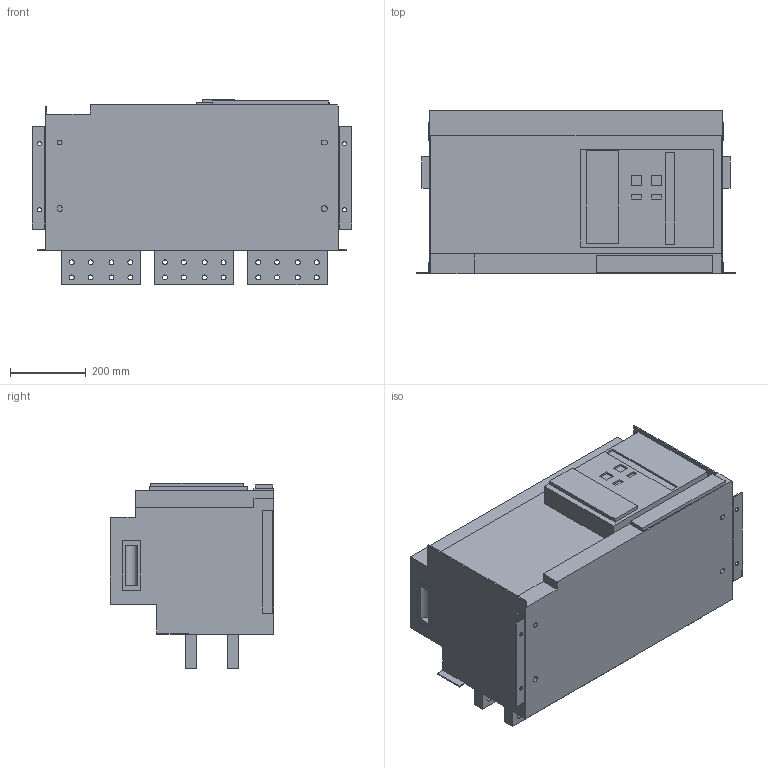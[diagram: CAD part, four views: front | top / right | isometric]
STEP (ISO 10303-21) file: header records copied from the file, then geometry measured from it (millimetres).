
FILE_DESCRIPTION(/* description */ (''),/* implementation_level */ '2;1');
FILE_NAME(/* name */ '4000.stp',/* time_stamp */ '2023-08-11T11:07:11+08:00',/* author */ (''),/* organization */ (''),/* preprocessor_version */ 'ST-DEVELOPER v16',/* originating_system */ 'SIEMENS PLM Software NX 10.0',/* authorisation */ '');
FILE_SCHEMA (('AP203_CONFIGURATION_CONTROLLED_3D_DESIGN_OF_MECHANICAL_PARTS_AND_ASSEMBLIES_MIM_LF { 1 0 10303 403 2 1 2}'));
Length unit declared in the file: millimetre
Products named in the file (1): ВА-45-mccb45-6300-6300v_step
Bounding box: 845 x 432 x 492 mm (x, y, z)
Volume: 113695761.1 mm3; surface area: 2048747.9 mm2
Topology: 1 solids, 1 shells, 247 faces, 666 edges, 445 vertices
Faces by surface type: plane 135, cylinder 112
Full cylindrical faces by diameter (mm): 13 x4
Entity records: 8054 total; most frequent: DIRECTION 1378, CARTESIAN_POINT 1347, ORIENTED_EDGE 1316, EDGE_CURVE 658, AXIS2_PLACEMENT_3D 472, VERTEX_POINT 441, LINE 434, VECTOR 434
